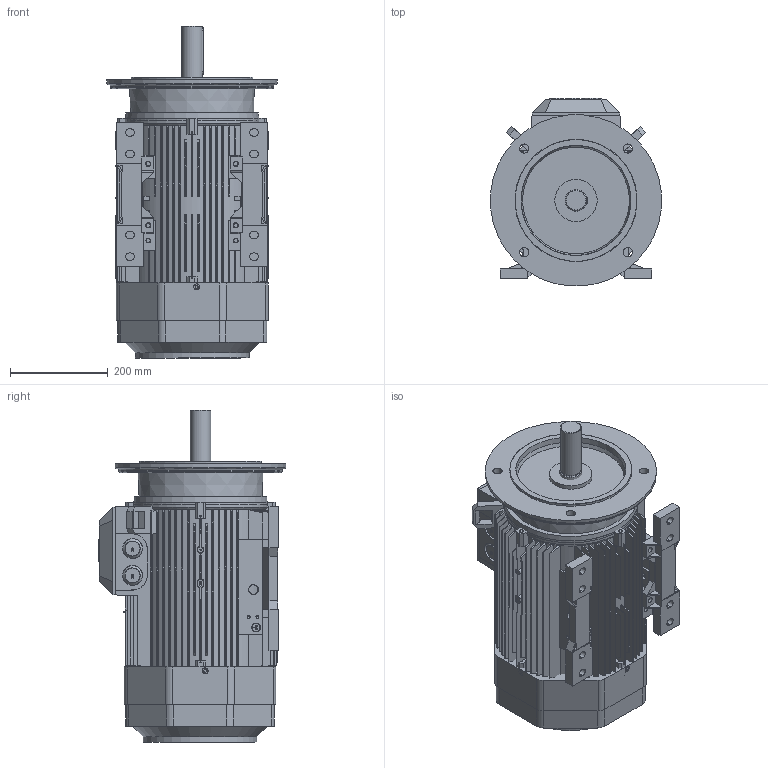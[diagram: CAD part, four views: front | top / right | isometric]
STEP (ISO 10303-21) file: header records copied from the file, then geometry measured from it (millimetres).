
FILE_DESCRIPTION((''),'2;1');
FILE_NAME('3GZV100086-13.stp','2015-07-02T11:13:57',('sejotaa1'),(''),'Autodesk Inventor 2011','Autodesk Inventor 2011','');
FILE_SCHEMA(('AUTOMOTIVE_DESIGN { 1 0 10303 214 1 1 1 1 }'));
Length unit declared in the file: millimetre
Products named in the file (1): 3GZV100086-13_Shrinkwrap_1
Bounding box: 349.71 x 384.51 x 679.38 mm (x, y, z)
Volume: 18442297.1 mm3; surface area: 3576041.3 mm2
Topology: 10 solids, 1908 shells, 2226 faces, 10180 edges, 9759 vertices
Faces by surface type: plane 1500, cone 361, cylinder 244, bspline 112, torus 9
Full cylindrical faces by diameter (mm): 6 x4, 8.5 x16, 10.5 x4, 13 x2, 14 x2, 16.4 x2, 16.969 x2, 17.568 x2, 19 x4, 40 x1, 41.4 x1, 42 x1, 42.5 x1, 44.4 x2, 45 x3, 53 x1, 86.511 x1, 232.314 x1, 250 x1, 258.274 x2, 335 x1
Entity records: 127279 total; most frequent: CARTESIAN_POINT 39284, DIRECTION 13953, ORIENTED_EDGE 10758, EDGE_CURVE 9988, VERTEX_POINT 9740, VECTOR 6331, LINE 6331, AXIS2_PLACEMENT_3D 3811
